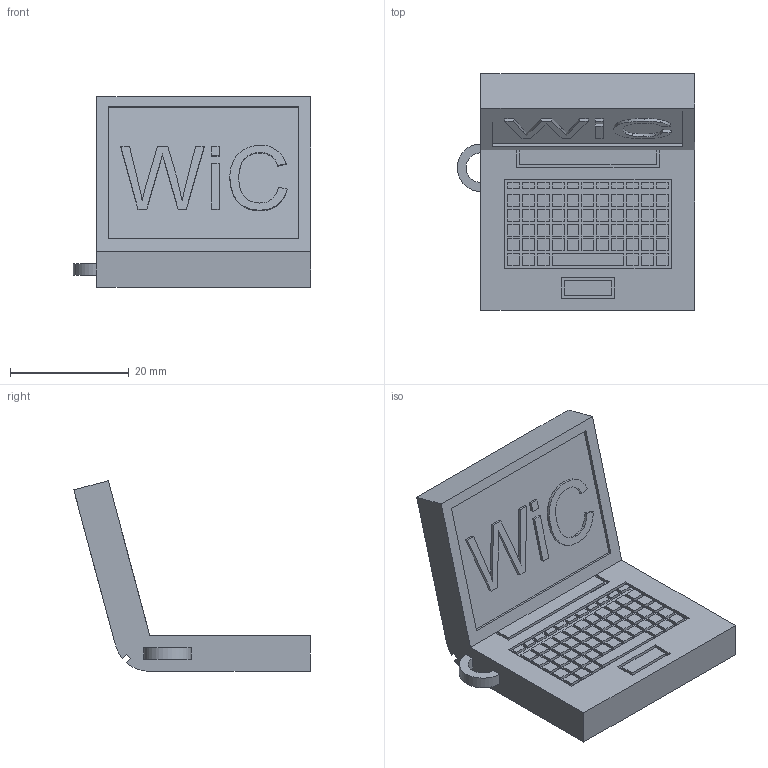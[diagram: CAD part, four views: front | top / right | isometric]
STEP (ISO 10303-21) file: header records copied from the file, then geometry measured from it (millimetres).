
FILE_DESCRIPTION(/* description */ (''),/* implementation_level */ '2;1');
FILE_NAME(/* name */ 'compKeychainModel.step',/* time_stamp */ '2021-02-17T12:25:16-05:00',/* author */ ('lallyir'),/* organization */ (''),/* preprocessor_version */ 'ST-DEVELOPER v18',/* originating_system */ 'Autodesk Translation Framework v8.2.0.1029',/* authorisation */ '');
FILE_SCHEMA (('AUTOMOTIVE_DESIGN { 1 0 10303 214 3 1 1 }'));
Length unit declared in the file: millimetre
Products named in the file (1): compKeychain
Bounding box: 40 x 39.78 x 32.08 mm (x, y, z)
Volume: 12078.6 mm3; surface area: 5952.4 mm2
Topology: 1 solids, 1 shells, 495 faces, 1250 edges, 832 vertices
Faces by surface type: plane 401, bspline 90, cylinder 4
Entity records: 15477 total; most frequent: CARTESIAN_POINT 4108, ORIENTED_EDGE 2500, DIRECTION 1890, EDGE_CURVE 1250, LINE 1062, VECTOR 1062, VERTEX_POINT 832, EDGE_LOOP 572
